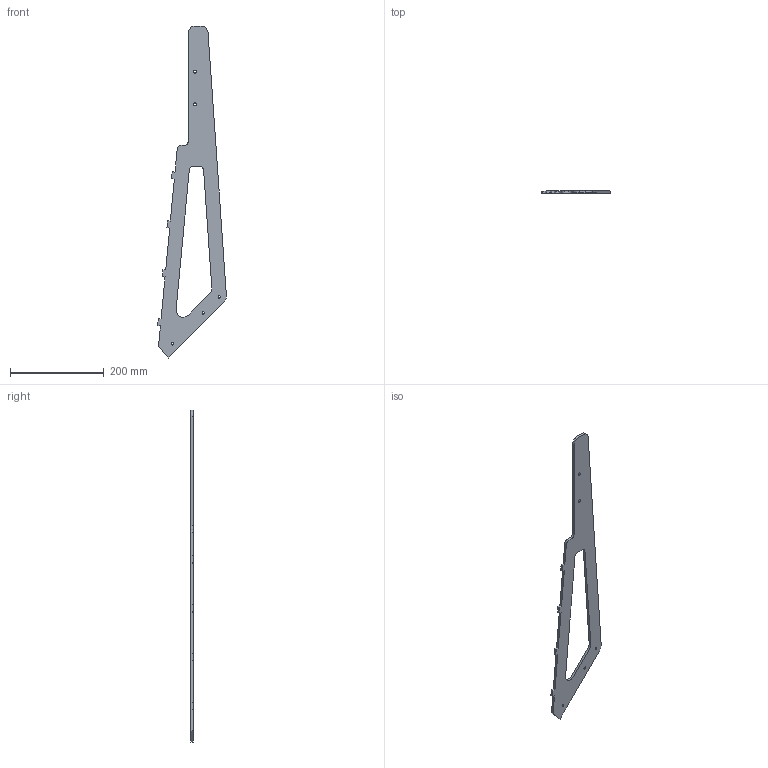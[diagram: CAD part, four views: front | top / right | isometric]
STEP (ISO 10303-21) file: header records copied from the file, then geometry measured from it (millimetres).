
FILE_DESCRIPTION(/* description */ (''),/* implementation_level */ '2;1');
FILE_NAME(/* name */ 'nowy_bok.stp',/* time_stamp */ '2019-10-29T19:47:12+01:00',/* author */ ('Kamil Bęś'),/* organization */ (''),/* preprocessor_version */ 'ST-DEVELOPER v18',/* originating_system */ 'Autodesk Inventor 2020',/* authorisation */ '');
FILE_SCHEMA (('AUTOMOTIVE_DESIGN { 1 0 10303 214 3 1 1 }'));
Length unit declared in the file: millimetre
Products named in the file (1): nowy_bok
Bounding box: 146.96 x 5 x 709.5 mm (x, y, z)
Volume: 211972 mm3; surface area: 96635 mm2
Topology: 1 solids, 1 shells, 43 faces, 128 edges, 87 vertices
Faces by surface type: plane 29, cylinder 14
Full cylindrical faces by diameter (mm): 5 x3, 6.5 x2
Entity records: 1520 total; most frequent: CARTESIAN_POINT 259, ORIENTED_EDGE 256, DIRECTION 249, EDGE_CURVE 128, LINE 95, VECTOR 95, VERTEX_POINT 87, AXIS2_PLACEMENT_3D 77
